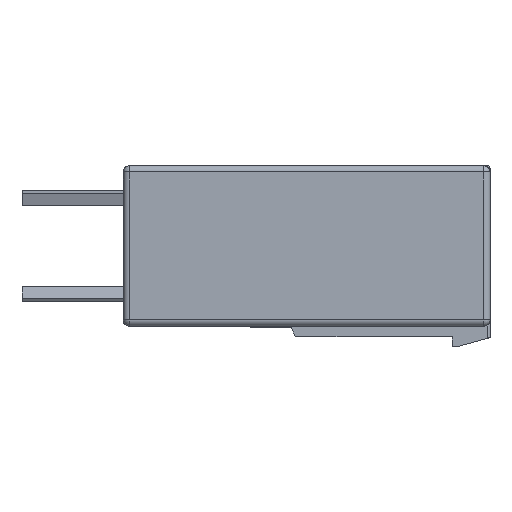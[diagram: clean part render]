
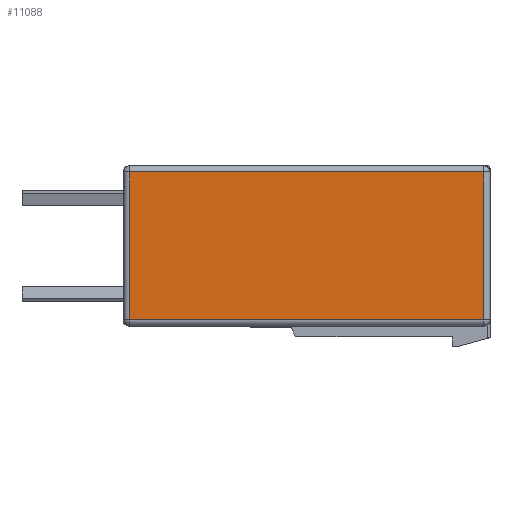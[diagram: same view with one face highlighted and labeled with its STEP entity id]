
A CAD part, front view. The second image highlights one B-rep face of the part: STEP entity #11088.
In plain terms, the highlighted planar face has unit normal (0, -1, 0).
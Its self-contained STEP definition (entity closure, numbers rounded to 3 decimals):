
#1235=DIRECTION('',(0.,0.,1.));
#1236=VECTOR('',#1235,11.7);
#1237=CARTESIAN_POINT('',(-10.65,-7.62,-5.244));
#1238=LINE('',#1237,#1236);
#1239=DIRECTION('',(1.,0.,0.));
#1240=VECTOR('',#1239,28.);
#1241=CARTESIAN_POINT('',(-10.65,-7.62,6.456));
#1242=LINE('',#1241,#1240);
#1243=DIRECTION('',(0.,0.,-1.));
#1244=VECTOR('',#1243,11.7);
#1245=CARTESIAN_POINT('',(17.35,-7.62,6.456));
#1246=LINE('',#1245,#1244);
#1247=DIRECTION('',(1.,0.,0.));
#1248=VECTOR('',#1247,28.);
#1249=CARTESIAN_POINT('',(-10.65,-7.62,-5.244));
#1250=LINE('',#1249,#1248);
#9246=CARTESIAN_POINT('',(-10.65,-7.62,-5.244));
#9247=CARTESIAN_POINT('',(-10.65,-7.62,6.456));
#9248=VERTEX_POINT('',#9246);
#9249=VERTEX_POINT('',#9247);
#9252=CARTESIAN_POINT('',(17.35,-7.62,6.456));
#9253=VERTEX_POINT('',#9252);
#9254=CARTESIAN_POINT('',(17.35,-7.62,-5.244));
#9255=VERTEX_POINT('',#9254);
#11075=CARTESIAN_POINT('',(17.85,-7.62,-5.744));
#11076=DIRECTION('',(0.,1.,0.));
#11077=DIRECTION('',(0.,0.,1.));
#11078=AXIS2_PLACEMENT_3D('',#11075,#11076,#11077);
#11079=PLANE('',#11078);
#11081=ORIENTED_EDGE('',*,*,#11080,.T.);
#11082=ORIENTED_EDGE('',*,*,#11041,.T.);
#11083=ORIENTED_EDGE('',*,*,#11065,.T.);
#11085=ORIENTED_EDGE('',*,*,#11084,.F.);
#11086=EDGE_LOOP('',(#11081,#11082,#11083,#11085));
#11087=FACE_OUTER_BOUND('',#11086,.F.);
#11088=ADVANCED_FACE('',(#11087),#11079,.F.);
#11041=EDGE_CURVE('',#9249,#9253,#1242,.T.);
#11065=EDGE_CURVE('',#9253,#9255,#1246,.T.);
#11080=EDGE_CURVE('',#9248,#9249,#1238,.T.);
#11084=EDGE_CURVE('',#9248,#9255,#1250,.T.);
